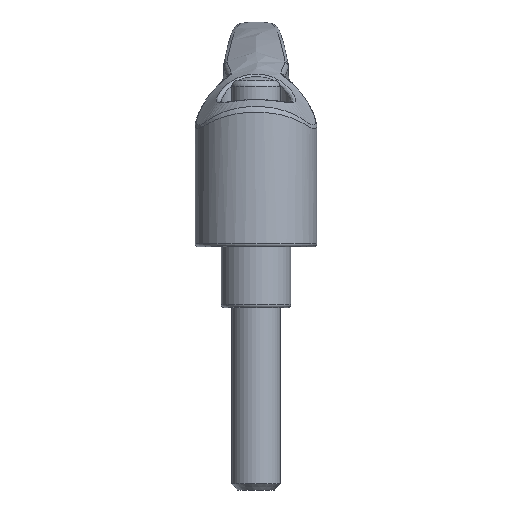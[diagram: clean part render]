
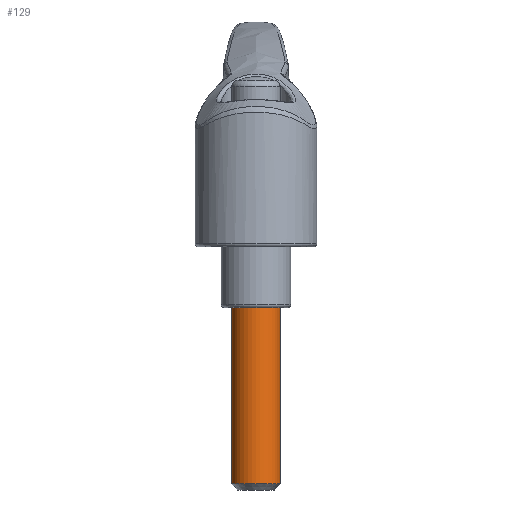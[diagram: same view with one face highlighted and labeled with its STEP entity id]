
A CAD part, front view. The second image highlights one B-rep face of the part: STEP entity #129.
In plain terms, the highlighted cylindrical face has radius 4 mm (diameter 8 mm), a full revolution.
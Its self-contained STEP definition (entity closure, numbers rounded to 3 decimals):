
#129 = ADVANCED_FACE( '', ( #314, #315 ), #316, .T. );
#314 = FACE_OUTER_BOUND( '', #1049, .T. );
#315 = FACE_OUTER_BOUND( '', #1050, .T. );
#316 = CYLINDRICAL_SURFACE( '', #1051, 4. );
#1049 = EDGE_LOOP( '', ( #5343 ) );
#1050 = EDGE_LOOP( '', ( #5344 ) );
#1051 = AXIS2_PLACEMENT_3D( '', #5345, #5346, #5347 );
#5343 = ORIENTED_EDGE( '', *, *, #5776, .T. );
#5344 = ORIENTED_EDGE( '', *, *, #5777, .T. );
#5345 = CARTESIAN_POINT( '', ( 0., 0., -40. ) );
#5346 = DIRECTION( '', ( 0., 0., -1. ) );
#5347 = DIRECTION( '', ( 1., 0., 0. ) );
#5776 = EDGE_CURVE( '', #6048, #6048, #6049, .F. );
#5777 = EDGE_CURVE( '', #6050, #6050, #6051, .F. );
#6048 = VERTEX_POINT( '', #7039 );
#6049 = CIRCLE( '', #7040, 4. );
#6050 = VERTEX_POINT( '', #7041 );
#6051 = CIRCLE( '', #7042, 4. );
#7039 = CARTESIAN_POINT( '', ( -4., 0., -39. ) );
#7040 = AXIS2_PLACEMENT_3D( '', #9287, #9288, #9289 );
#7041 = CARTESIAN_POINT( '', ( 4., 0., -10. ) );
#7042 = AXIS2_PLACEMENT_3D( '', #9290, #9291, #9292 );
#9287 = CARTESIAN_POINT( '', ( 0., 0., -39. ) );
#9288 = DIRECTION( '', ( 0., 0., -1. ) );
#9289 = DIRECTION( '', ( -1., 0., 0. ) );
#9290 = CARTESIAN_POINT( '', ( 0., 0., -10. ) );
#9291 = DIRECTION( '', ( 0., 0., 1. ) );
#9292 = DIRECTION( '', ( 1., 0., 0. ) );
